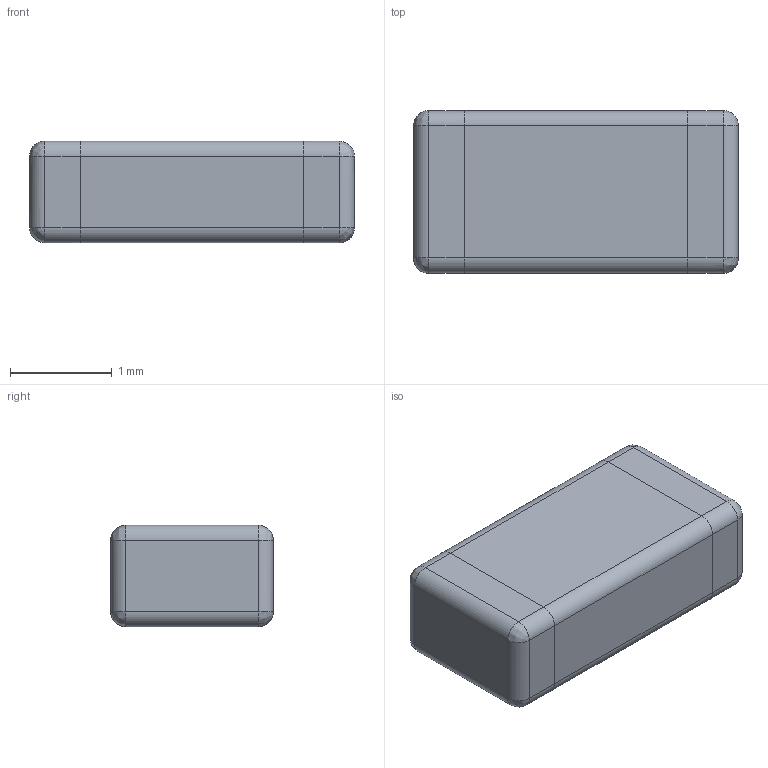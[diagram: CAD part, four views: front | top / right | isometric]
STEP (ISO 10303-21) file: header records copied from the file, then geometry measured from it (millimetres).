
FILE_DESCRIPTION(('FreeCAD Model'),'2;1');
FILE_NAME('Document002_sp.step', '2017-08-31T12:00:06',('kicad StepUp'),('ksu MCAD'), 'Open CASCADE STEP processor 6.8','FreeCAD','Unknown');
FILE_SCHEMA(('AUTOMOTIVE_DESIGN_CC2 { 1 2 10303 214 -1 1 5 4 }'));
Length unit declared in the file: millimetre
Products named in the file (2): ASSEMBLY; Document002_sp
Assembly tree (1 placements, depth 2):
  ASSEMBLY
    Document002_sp
Bounding box: 3.2 x 1.6 x 1 mm (x, y, z)
Surface area: 18.3 mm2 (no closed solid volume)
Topology: 0 solids, 1 shells, 42 faces, 88 edges, 40 vertices
Faces by surface type: bspline 28, plane 14
Entity records: 1505 total; most frequent: CARTESIAN_POINT 632, ORIENTED_EDGE 160, EDGE_CURVE 80, B_SPLINE_CURVE_WITH_KNOTS 80, ADVANCED_FACE 42, FACE_BOUND 42, EDGE_LOOP 42, STYLED_ITEM 42
